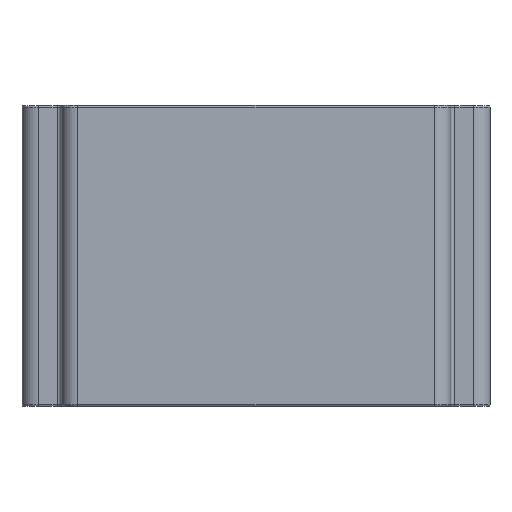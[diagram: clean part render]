
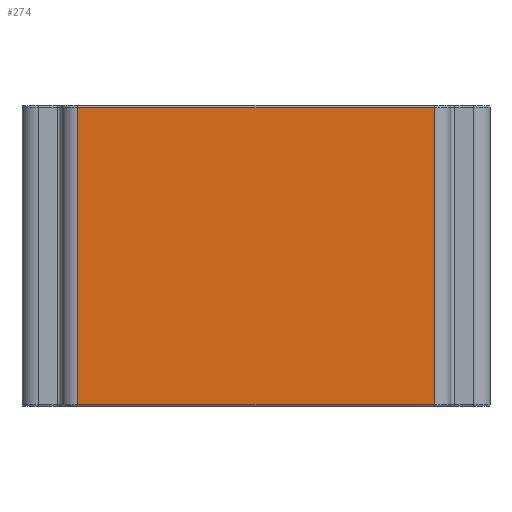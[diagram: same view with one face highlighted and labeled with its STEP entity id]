
A CAD part, top view. The second image highlights one B-rep face of the part: STEP entity #274.
In plain terms, the highlighted planar face has unit normal (0, 0, 1).
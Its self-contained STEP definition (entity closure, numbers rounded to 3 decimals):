
#274 = ADVANCED_FACE( '', ( #547 ), #548, .F. );
#547 = FACE_OUTER_BOUND( '', #814, .T. );
#548 = PLANE( '', #815 );
#814 = EDGE_LOOP( '', ( #1531, #1532, #1533, #1534 ) );
#815 = AXIS2_PLACEMENT_3D( '', #1535, #1536, #1537 );
#1531 = ORIENTED_EDGE( '', *, *, #1663, .T. );
#1532 = ORIENTED_EDGE( '', *, *, #1598, .T. );
#1533 = ORIENTED_EDGE( '', *, *, #1612, .T. );
#1534 = ORIENTED_EDGE( '', *, *, #1618, .T. );
#1535 = CARTESIAN_POINT( '', ( 14., -9., 3.85 ) );
#1536 = DIRECTION( '', ( 0., 0., -1. ) );
#1537 = DIRECTION( '', ( -1., 0., 0. ) );
#1598 = EDGE_CURVE( '', #1908, #1906, #1909, .T. );
#1612 = EDGE_CURVE( '', #1906, #1932, #1933, .F. );
#1618 = EDGE_CURVE( '', #1932, #1940, #1943, .F. );
#1663 = EDGE_CURVE( '', #1940, #1908, #2010, .T. );
#1906 = VERTEX_POINT( '', #2314 );
#1908 = VERTEX_POINT( '', #2316 );
#1909 = LINE( '', #2317, #2318 );
#1932 = VERTEX_POINT( '', #2346 );
#1933 = LINE( '', #2347, #2348 );
#1940 = VERTEX_POINT( '', #2356 );
#1943 = LINE( '', #2359, #2360 );
#2010 = LINE( '', #2441, #2442 );
#2314 = CARTESIAN_POINT( '', ( -10.65, 8.9, 3.85 ) );
#2316 = CARTESIAN_POINT( '', ( 10.65, 8.9, 3.85 ) );
#2317 = CARTESIAN_POINT( '', ( 14., 8.9, 3.85 ) );
#2318 = VECTOR( '', #2772, 1000. );
#2346 = CARTESIAN_POINT( '', ( -10.65, -8.9, 3.85 ) );
#2347 = CARTESIAN_POINT( '', ( -10.65, -9., 3.85 ) );
#2348 = VECTOR( '', #2793, 1000. );
#2356 = CARTESIAN_POINT( '', ( 10.65, -8.9, 3.85 ) );
#2359 = CARTESIAN_POINT( '', ( 10.65, -8.9, 3.85 ) );
#2360 = VECTOR( '', #2804, 1000. );
#2441 = CARTESIAN_POINT( '', ( 10.65, -9., 3.85 ) );
#2442 = VECTOR( '', #2879, 1000. );
#2772 = DIRECTION( '', ( -1., 0., 0. ) );
#2793 = DIRECTION( '', ( 0., 1., 0. ) );
#2804 = DIRECTION( '', ( -1., 0., 0. ) );
#2879 = DIRECTION( '', ( 0., 1., 0. ) );
